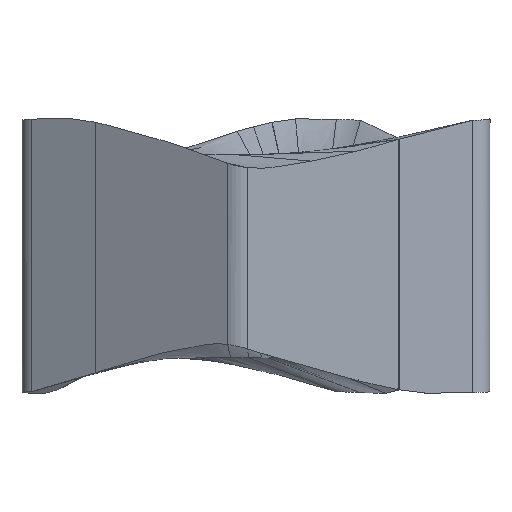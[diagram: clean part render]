
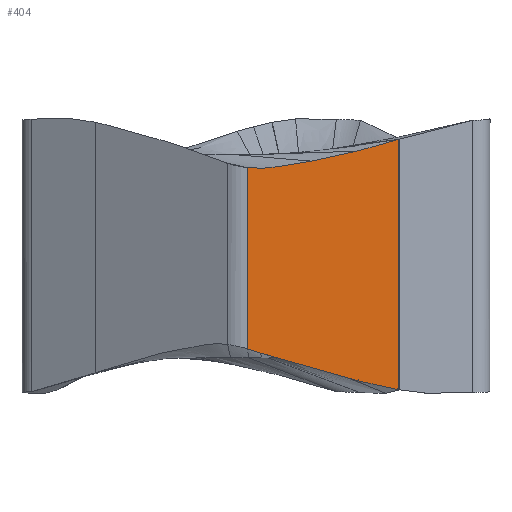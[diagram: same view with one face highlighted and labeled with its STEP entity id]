
A CAD part, left-side view. The second image highlights one B-rep face of the part: STEP entity #404.
In plain terms, the highlighted planar face has unit normal (-0.999, -0.046, 0).
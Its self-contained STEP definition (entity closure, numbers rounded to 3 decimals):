
#271=FACE_OUTER_BOUND('',#605,.T.);
#404=ADVANCED_FACE('',(#271),#426,.T.);
#426=PLANE('',#2552);
#605=EDGE_LOOP('',(#1478,#1479,#1480,#1481,#1482,#1483,#1484,#1485,#1486));
#737=LINE('',#9429,#865);
#738=LINE('',#9431,#866);
#865=VECTOR('',#2864,1.);
#866=VECTOR('',#2867,1.);
#1478=ORIENTED_EDGE('',*,*,#2063,.F.);
#1479=ORIENTED_EDGE('',*,*,#2035,.T.);
#1480=ORIENTED_EDGE('',*,*,#2033,.T.);
#1481=ORIENTED_EDGE('',*,*,#2031,.T.);
#1482=ORIENTED_EDGE('',*,*,#2064,.T.);
#1483=ORIENTED_EDGE('',*,*,#1955,.F.);
#1484=ORIENTED_EDGE('',*,*,#1953,.F.);
#1485=ORIENTED_EDGE('',*,*,#1951,.F.);
#1486=ORIENTED_EDGE('',*,*,#1949,.F.);
#1693=VERTEX_POINT('',#5533);
#1694=VERTEX_POINT('',#5573);
#1695=VERTEX_POINT('',#5617);
#1696=VERTEX_POINT('',#5662);
#1697=VERTEX_POINT('',#5762);
#1730=VERTEX_POINT('',#8104);
#1731=VERTEX_POINT('',#8178);
#1732=VERTEX_POINT('',#8254);
#1733=VERTEX_POINT('',#8339);
#1949=EDGE_CURVE('',#1693,#1694,#2311,.T.);
#1951=EDGE_CURVE('',#1694,#1695,#2312,.T.);
#1953=EDGE_CURVE('',#1695,#1696,#2313,.T.);
#1955=EDGE_CURVE('',#1696,#1697,#2314,.T.);
#2031=EDGE_CURVE('',#1731,#1730,#2349,.T.);
#2033=EDGE_CURVE('',#1732,#1731,#2350,.T.);
#2035=EDGE_CURVE('',#1733,#1732,#2351,.T.);
#2063=EDGE_CURVE('',#1733,#1693,#737,.T.);
#2064=EDGE_CURVE('',#1730,#1697,#738,.T.);
#2311=B_SPLINE_CURVE_WITH_KNOTS('',3,(#5567,#5568,#5569,#5570,#5571,#5572),
 .UNSPECIFIED.,.F.,.F.,(4,1,1,4),(0.,0.395,0.813,1.),
 .UNSPECIFIED.);
#2312=B_SPLINE_CURVE_WITH_KNOTS('',3,(#5611,#5612,#5613,#5614,#5615,#5616),
 .UNSPECIFIED.,.F.,.F.,(4,1,1,4),(0.,0.3,0.827,1.),
 .UNSPECIFIED.);
#2313=B_SPLINE_CURVE_WITH_KNOTS('',3,(#5651,#5652,#5653,#5654,#5655,#5656,
#5657,#5658,#5659,#5660,#5661),.UNSPECIFIED.,.F.,.F.,(4,1,1,1,1,1,1,1,4),
(0.,0.162,0.34,0.503,0.652,0.789,
0.915,0.974,1.),.UNSPECIFIED.);
#2314=B_SPLINE_CURVE_WITH_KNOTS('',3,(#5756,#5757,#5758,#5759,#5760,#5761),
 .UNSPECIFIED.,.F.,.F.,(4,1,1,4),(0.,0.223,0.619,1.),
 .UNSPECIFIED.);
#2349=B_SPLINE_CURVE_WITH_KNOTS('',3,(#8166,#8167,#8168,#8169,#8170,#8171,
#8172,#8173,#8174,#8175,#8176,#8177),.UNSPECIFIED.,.F.,.F.,(4,1,1,1,1,1,
1,1,1,4),(0.,0.206,0.392,0.479,0.562,
0.641,0.715,0.787,0.858,1.),
 .UNSPECIFIED.);
#2350=B_SPLINE_CURVE_WITH_KNOTS('',3,(#8248,#8249,#8250,#8251,#8252,#8253),
 .UNSPECIFIED.,.F.,.F.,(4,1,1,4),(0.,0.343,0.689,1.),
 .UNSPECIFIED.);
#2351=B_SPLINE_CURVE_WITH_KNOTS('',3,(#8332,#8333,#8334,#8335,#8336,#8337,
#8338),.UNSPECIFIED.,.F.,.F.,(4,1,1,1,4),(0.,0.258,0.504,
0.958,1.),.UNSPECIFIED.);
#2552=AXIS2_PLACEMENT_3D('',#9432,#2868,#2869);
#2864=DIRECTION('',(0.,0.,-1.));
#2867=DIRECTION('',(0.,0.,-1.));
#2868=DIRECTION('',(-0.999,-0.046,0.));
#2869=DIRECTION('',(-0.046,0.999,0.));
#5533=CARTESIAN_POINT('',(-4.39,-2.497,-0.708));
#5567=CARTESIAN_POINT('',(-4.39,-2.497,-0.708));
#5568=CARTESIAN_POINT('',(-4.393,-2.435,-0.696));
#5569=CARTESIAN_POINT('',(-4.399,-2.306,-0.67));
#5570=CARTESIAN_POINT('',(-4.406,-2.148,-0.636));
#5571=CARTESIAN_POINT('',(-4.41,-2.053,-0.615));
#5572=CARTESIAN_POINT('',(-4.412,-2.023,-0.608));
#5573=CARTESIAN_POINT('',(-4.412,-2.023,-0.608));
#5611=CARTESIAN_POINT('',(-4.412,-2.023,-0.608));
#5612=CARTESIAN_POINT('',(-4.414,-1.982,-0.599));
#5613=CARTESIAN_POINT('',(-4.419,-1.868,-0.573));
#5614=CARTESIAN_POINT('',(-4.425,-1.731,-0.542));
#5615=CARTESIAN_POINT('',(-4.43,-1.635,-0.519));
#5616=CARTESIAN_POINT('',(-4.431,-1.611,-0.513));
#5617=CARTESIAN_POINT('',(-4.431,-1.611,-0.513));
#5651=CARTESIAN_POINT('',(-4.431,-1.611,-0.513));
#5652=CARTESIAN_POINT('',(-4.436,-1.492,-0.485));
#5653=CARTESIAN_POINT('',(-4.448,-1.244,-0.425));
#5654=CARTESIAN_POINT('',(-4.464,-0.877,-0.33));
#5655=CARTESIAN_POINT('',(-4.481,-0.521,-0.232));
#5656=CARTESIAN_POINT('',(-4.496,-0.196,-0.138));
#5657=CARTESIAN_POINT('',(-4.509,0.101,-0.048));
#5658=CARTESIAN_POINT('',(-4.52,0.331,0.026));
#5659=CARTESIAN_POINT('',(-4.527,0.482,0.075));
#5660=CARTESIAN_POINT('',(-4.53,0.542,0.095));
#5661=CARTESIAN_POINT('',(-4.531,0.561,0.101));
#5662=CARTESIAN_POINT('',(-4.531,0.561,0.101));
#5756=CARTESIAN_POINT('',(-4.531,0.561,0.101));
#5757=CARTESIAN_POINT('',(-4.532,0.583,0.109));
#5758=CARTESIAN_POINT('',(-4.534,0.644,0.129));
#5759=CARTESIAN_POINT('',(-4.539,0.742,0.163));
#5760=CARTESIAN_POINT('',(-4.542,0.82,0.186));
#5761=CARTESIAN_POINT('',(-4.544,0.858,0.197));
#5762=CARTESIAN_POINT('',(-4.544,0.858,0.197));
#8104=CARTESIAN_POINT('',(-4.544,0.858,4.207));
#8166=CARTESIAN_POINT('',(-4.479,-0.565,4.349));
#8167=CARTESIAN_POINT('',(-4.483,-0.468,4.331));
#8168=CARTESIAN_POINT('',(-4.492,-0.283,4.298));
#8169=CARTESIAN_POINT('',(-4.502,-0.057,4.261));
#8170=CARTESIAN_POINT('',(-4.51,0.112,4.236));
#8171=CARTESIAN_POINT('',(-4.515,0.229,4.219));
#8172=CARTESIAN_POINT('',(-4.52,0.341,4.204));
#8173=CARTESIAN_POINT('',(-4.525,0.448,4.194));
#8174=CARTESIAN_POINT('',(-4.53,0.553,4.19));
#8175=CARTESIAN_POINT('',(-4.536,0.689,4.191));
#8176=CARTESIAN_POINT('',(-4.541,0.79,4.199));
#8177=CARTESIAN_POINT('',(-4.544,0.858,4.207));
#8178=CARTESIAN_POINT('',(-4.479,-0.565,4.349));
#8248=CARTESIAN_POINT('',(-4.433,-1.571,4.569));
#8249=CARTESIAN_POINT('',(-4.438,-1.457,4.54));
#8250=CARTESIAN_POINT('',(-4.448,-1.227,4.485));
#8251=CARTESIAN_POINT('',(-4.464,-0.891,4.412));
#8252=CARTESIAN_POINT('',(-4.474,-0.67,4.368));
#8253=CARTESIAN_POINT('',(-4.479,-0.565,4.349));
#8254=CARTESIAN_POINT('',(-4.433,-1.571,4.569));
#8332=CARTESIAN_POINT('',(-4.39,-2.497,4.831));
#8333=CARTESIAN_POINT('',(-4.394,-2.418,4.806));
#8334=CARTESIAN_POINT('',(-4.401,-2.263,4.758));
#8335=CARTESIAN_POINT('',(-4.414,-1.968,4.673));
#8336=CARTESIAN_POINT('',(-4.425,-1.738,4.611));
#8337=CARTESIAN_POINT('',(-4.432,-1.584,4.572));
#8338=CARTESIAN_POINT('',(-4.433,-1.571,4.569));
#8339=CARTESIAN_POINT('',(-4.39,-2.497,4.831));
#9429=CARTESIAN_POINT('',(-4.39,-2.497,4.831));
#9431=CARTESIAN_POINT('',(-4.544,0.858,4.207));
#9432=CARTESIAN_POINT('',(-4.555,1.088,-2.259));
